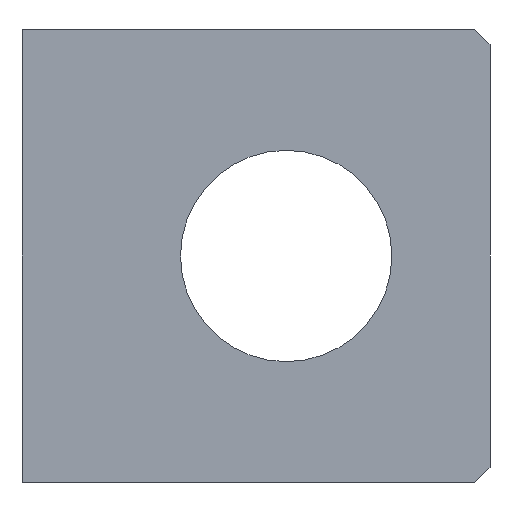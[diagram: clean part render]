
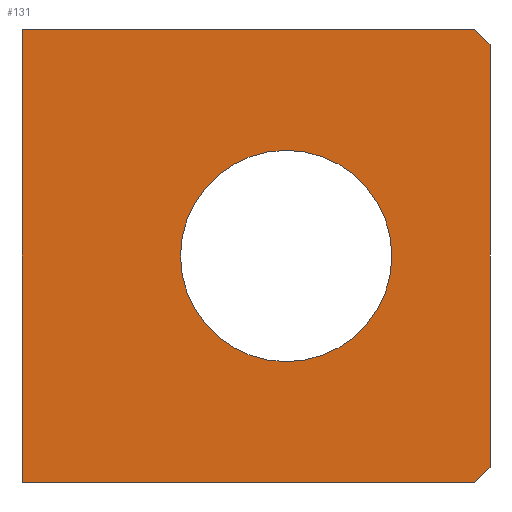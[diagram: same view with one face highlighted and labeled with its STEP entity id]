
A CAD part, left-side view. The second image highlights one B-rep face of the part: STEP entity #131.
In plain terms, the highlighted planar face has unit normal (-1, 0, 0).
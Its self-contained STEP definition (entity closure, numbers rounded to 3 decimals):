
#131 = ADVANCED_FACE( '', ( #250, #251 ), #252, .F. );
#250 = FACE_OUTER_BOUND( '', #376, .T. );
#251 = FACE_BOUND( '', #377, .T. );
#252 = PLANE( '', #378 );
#376 = EDGE_LOOP( '', ( #770, #771, #772, #773, #774, #775 ) );
#377 = EDGE_LOOP( '', ( #776, #777 ) );
#378 = AXIS2_PLACEMENT_3D( '', #778, #779, #780 );
#770 = ORIENTED_EDGE( '', *, *, #902, .F. );
#771 = ORIENTED_EDGE( '', *, *, #918, .F. );
#772 = ORIENTED_EDGE( '', *, *, #915, .F. );
#773 = ORIENTED_EDGE( '', *, *, #912, .F. );
#774 = ORIENTED_EDGE( '', *, *, #909, .F. );
#775 = ORIENTED_EDGE( '', *, *, #906, .F. );
#776 = ORIENTED_EDGE( '', *, *, #900, .F. );
#777 = ORIENTED_EDGE( '', *, *, #803, .F. );
#778 = CARTESIAN_POINT( '', ( -17., 0., 0. ) );
#779 = DIRECTION( '', ( 1., 0., 0. ) );
#780 = DIRECTION( '', ( 0., 0., -1. ) );
#803 = EDGE_CURVE( '', #925, #921, #927, .T. );
#900 = EDGE_CURVE( '', #921, #925, #1080, .T. );
#902 = EDGE_CURVE( '', #1082, #1083, #1084, .T. );
#906 = EDGE_CURVE( '', #1083, #1090, #1091, .T. );
#909 = EDGE_CURVE( '', #1090, #1095, #1096, .T. );
#912 = EDGE_CURVE( '', #1095, #1100, #1101, .T. );
#915 = EDGE_CURVE( '', #1100, #1105, #1106, .T. );
#918 = EDGE_CURVE( '', #1105, #1082, #1110, .T. );
#921 = VERTEX_POINT( '', #1113 );
#925 = VERTEX_POINT( '', #1118 );
#927 = CIRCLE( '', #1121, 14. );
#1080 = CIRCLE( '', #1322, 14. );
#1082 = VERTEX_POINT( '', #1324 );
#1083 = VERTEX_POINT( '', #1325 );
#1084 = LINE( '', #1326, #1327 );
#1090 = VERTEX_POINT( '', #1336 );
#1091 = LINE( '', #1337, #1338 );
#1095 = VERTEX_POINT( '', #1344 );
#1096 = LINE( '', #1345, #1346 );
#1100 = VERTEX_POINT( '', #1352 );
#1101 = LINE( '', #1353, #1354 );
#1105 = VERTEX_POINT( '', #1360 );
#1106 = LINE( '', #1361, #1362 );
#1110 = LINE( '', #1368, #1369 );
#1113 = CARTESIAN_POINT( '', ( -17., 0., -14. ) );
#1118 = CARTESIAN_POINT( '', ( -17., 0., 14. ) );
#1121 = AXIS2_PLACEMENT_3D( '', #1377, #1378, #1379 );
#1322 = AXIS2_PLACEMENT_3D( '', #1572, #1573, #1574 );
#1324 = CARTESIAN_POINT( '', ( -17., -25., 30. ) );
#1325 = CARTESIAN_POINT( '', ( -17., -27., 28. ) );
#1326 = CARTESIAN_POINT( '', ( -17., -25., 30. ) );
#1327 = VECTOR( '', #1578, 1. );
#1336 = CARTESIAN_POINT( '', ( -17., -27., -28. ) );
#1337 = CARTESIAN_POINT( '', ( -17., -27., 28. ) );
#1338 = VECTOR( '', #1582, 1. );
#1344 = CARTESIAN_POINT( '', ( -17., -25., -30. ) );
#1345 = CARTESIAN_POINT( '', ( -17., -27., -28. ) );
#1346 = VECTOR( '', #1585, 1. );
#1352 = CARTESIAN_POINT( '', ( -17., 35., -30. ) );
#1353 = CARTESIAN_POINT( '', ( -17., -25., -30. ) );
#1354 = VECTOR( '', #1588, 1. );
#1360 = CARTESIAN_POINT( '', ( -17., 35., 30. ) );
#1361 = CARTESIAN_POINT( '', ( -17., 35., -30. ) );
#1362 = VECTOR( '', #1591, 1. );
#1368 = CARTESIAN_POINT( '', ( -17., 35., 30. ) );
#1369 = VECTOR( '', #1594, 1. );
#1377 = CARTESIAN_POINT( '', ( -17., 0., 0. ) );
#1378 = DIRECTION( '', ( -1., 0., 0. ) );
#1379 = DIRECTION( '', ( 0., 0., -1. ) );
#1572 = CARTESIAN_POINT( '', ( -17., 0., 0. ) );
#1573 = DIRECTION( '', ( -1., 0., 0. ) );
#1574 = DIRECTION( '', ( 0., 0., -1. ) );
#1578 = DIRECTION( '', ( 0., -0.707, -0.707 ) );
#1582 = DIRECTION( '', ( 0., 0., -1. ) );
#1585 = DIRECTION( '', ( 0., 0.707, -0.707 ) );
#1588 = DIRECTION( '', ( 0., 1., 0. ) );
#1591 = DIRECTION( '', ( 0., 0., 1. ) );
#1594 = DIRECTION( '', ( 0., -1., 0. ) );
